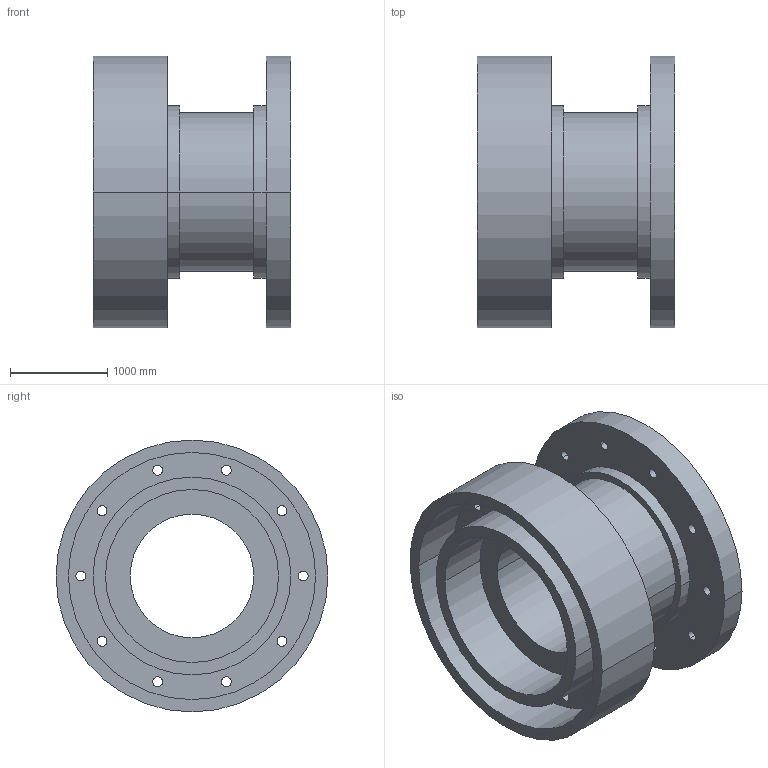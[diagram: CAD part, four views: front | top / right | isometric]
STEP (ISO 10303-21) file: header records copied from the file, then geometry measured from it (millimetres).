
FILE_DESCRIPTION((''),'2;1');
FILE_NAME('PRIMARY_TURBINE_BUSHING','2025-12-19T09:18:49',('H576696'),('Honeywell International Inc.'),'CREO PARAMETRIC BY PTC INC, 2023134','CREO PARAMETRIC BY PTC INC, 2023134','');
FILE_SCHEMA(('AUTOMOTIVE_DESIGN { 1 0 10303 214 1 1 1 1 }'));
Length unit declared in the file: inch
Products named in the file (1): PRIMARY_TURBINE_BUSHING
Bounding box: 2032 x 2794 x 2794 mm (x, y, z)
Volume: 4281714681.3 mm3; surface area: 49580313.4 mm2
Topology: 1 solids, 1 shells, 67 faces, 174 edges, 116 vertices
Faces by surface type: cylinder 58, plane 9
Entity records: 3374 total; most frequent: DIRECTION 426, CARTESIAN_POINT 360, ORIENTED_EDGE 348, PRESENTATION_STYLE_ASSIGNMENT 242, STYLED_ITEM 242, AXIS2_PLACEMENT_3D 184, CURVE_STYLE 174, EDGE_CURVE 174
